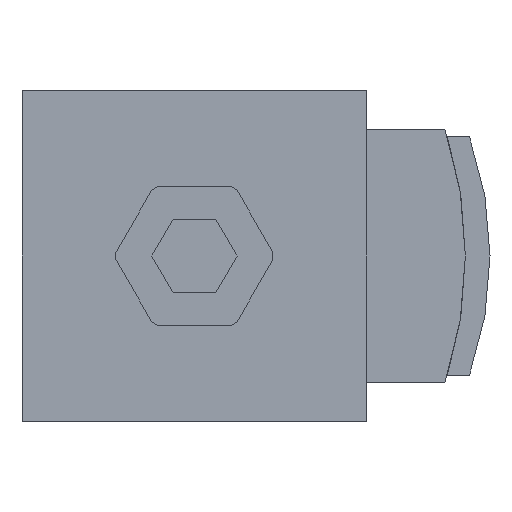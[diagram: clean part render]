
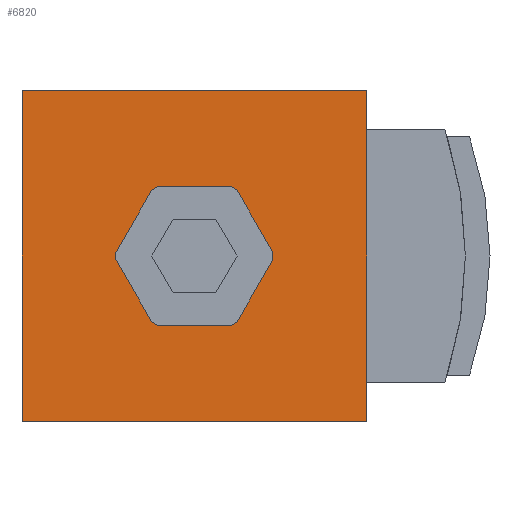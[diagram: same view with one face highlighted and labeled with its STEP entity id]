
A CAD part, front view. The second image highlights one B-rep face of the part: STEP entity #6820.
In plain terms, the highlighted planar face has unit normal (0, -1, 0).
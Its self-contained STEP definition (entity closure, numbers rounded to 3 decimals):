
#116=PLANE('',#7170);
#307=LINE('',#8971,#896);
#413=LINE('',#9193,#1002);
#428=LINE('',#9231,#1017);
#473=LINE('',#9381,#1062);
#586=LINE('',#9673,#1175);
#587=LINE('',#9676,#1176);
#588=LINE('',#9678,#1177);
#589=LINE('',#9680,#1178);
#590=LINE('',#9682,#1179);
#591=LINE('',#9684,#1180);
#592=LINE('',#9686,#1181);
#593=LINE('',#9688,#1182);
#594=LINE('',#9690,#1183);
#595=LINE('',#9692,#1184);
#596=LINE('',#9694,#1185);
#597=LINE('',#9696,#1186);
#896=VECTOR('',#7507,1000.);
#1002=VECTOR('',#7679,1000.);
#1017=VECTOR('',#7708,1000.);
#1062=VECTOR('',#7813,1000.);
#1175=VECTOR('',#8034,1000.);
#1176=VECTOR('',#8035,1000.);
#1177=VECTOR('',#8036,1000.);
#1178=VECTOR('',#8037,1000.);
#1179=VECTOR('',#8038,1000.);
#1180=VECTOR('',#8039,1000.);
#1181=VECTOR('',#8040,1000.);
#1182=VECTOR('',#8041,1000.);
#1183=VECTOR('',#8042,1000.);
#1184=VECTOR('',#8043,1000.);
#1185=VECTOR('',#8044,1000.);
#1186=VECTOR('',#8045,1000.);
#1987=ORIENTED_EDGE('',*,*,#2963,.F.);
#1988=ORIENTED_EDGE('',*,*,#3077,.F.);
#1989=ORIENTED_EDGE('',*,*,#3164,.F.);
#1990=ORIENTED_EDGE('',*,*,#3097,.F.);
#1991=ORIENTED_EDGE('',*,*,#3311,.F.);
#1992=ORIENTED_EDGE('',*,*,#3312,.F.);
#1993=ORIENTED_EDGE('',*,*,#3313,.F.);
#1994=ORIENTED_EDGE('',*,*,#3314,.F.);
#1995=ORIENTED_EDGE('',*,*,#3315,.F.);
#1996=ORIENTED_EDGE('',*,*,#3316,.F.);
#1997=ORIENTED_EDGE('',*,*,#3317,.F.);
#1998=ORIENTED_EDGE('',*,*,#3318,.F.);
#1999=ORIENTED_EDGE('',*,*,#3319,.F.);
#2000=ORIENTED_EDGE('',*,*,#3320,.F.);
#2001=ORIENTED_EDGE('',*,*,#3321,.F.);
#2002=ORIENTED_EDGE('',*,*,#3322,.F.);
#2963=EDGE_CURVE('',#3687,#3688,#307,.T.);
#3077=EDGE_CURVE('',#3770,#3687,#413,.T.);
#3097=EDGE_CURVE('',#3688,#3787,#428,.T.);
#3164=EDGE_CURVE('',#3787,#3770,#473,.T.);
#3311=EDGE_CURVE('',#3969,#3970,#586,.T.);
#3312=EDGE_CURVE('',#3971,#3969,#587,.T.);
#3313=EDGE_CURVE('',#3972,#3971,#588,.T.);
#3314=EDGE_CURVE('',#3973,#3972,#589,.T.);
#3315=EDGE_CURVE('',#3974,#3973,#590,.T.);
#3316=EDGE_CURVE('',#3975,#3974,#591,.T.);
#3317=EDGE_CURVE('',#3976,#3975,#592,.T.);
#3318=EDGE_CURVE('',#3977,#3976,#593,.T.);
#3319=EDGE_CURVE('',#3978,#3977,#594,.T.);
#3320=EDGE_CURVE('',#3979,#3978,#595,.T.);
#3321=EDGE_CURVE('',#3980,#3979,#596,.T.);
#3322=EDGE_CURVE('',#3970,#3980,#597,.T.);
#3687=VERTEX_POINT('',#8970);
#3688=VERTEX_POINT('',#8972);
#3770=VERTEX_POINT('',#9192);
#3787=VERTEX_POINT('',#9232);
#3969=VERTEX_POINT('',#9674);
#3970=VERTEX_POINT('',#9675);
#3971=VERTEX_POINT('',#9677);
#3972=VERTEX_POINT('',#9679);
#3973=VERTEX_POINT('',#9681);
#3974=VERTEX_POINT('',#9683);
#3975=VERTEX_POINT('',#9685);
#3976=VERTEX_POINT('',#9687);
#3977=VERTEX_POINT('',#9689);
#3978=VERTEX_POINT('',#9691);
#3979=VERTEX_POINT('',#9693);
#3980=VERTEX_POINT('',#9695);
#4320=EDGE_LOOP('',(#1987,#1988,#1989,#1990));
#4321=EDGE_LOOP('',(#1991,#1992,#1993,#1994,#1995,#1996,#1997,#1998,#1999,
#2000,#2001,#2002));
#4629=FACE_BOUND('',#4320,.T.);
#4630=FACE_BOUND('',#4321,.T.);
#6820=ADVANCED_FACE('',(#4629,#4630),#116,.F.);
#7170=AXIS2_PLACEMENT_3D('',#9672,#8032,#8033);
#7507=DIRECTION('',(0.,0.,1.));
#7679=DIRECTION('',(-1.,0.,0.));
#7708=DIRECTION('',(1.,0.,0.));
#7813=DIRECTION('',(0.,0.,-1.));
#8032=DIRECTION('',(0.,1.,0.));
#8033=DIRECTION('',(0.,0.,1.));
#8034=DIRECTION('',(0.,0.,-1.));
#8035=DIRECTION('',(-0.5,0.,-0.866));
#8036=DIRECTION('',(-0.866,0.,-0.5));
#8037=DIRECTION('',(-1.,0.,0.));
#8038=DIRECTION('',(-0.866,0.,0.5));
#8039=DIRECTION('',(-0.5,0.,0.866));
#8040=DIRECTION('',(0.,0.,1.));
#8041=DIRECTION('',(0.5,0.,0.866));
#8042=DIRECTION('',(0.866,0.,0.5));
#8043=DIRECTION('',(1.,0.,0.));
#8044=DIRECTION('',(0.866,0.,-0.5));
#8045=DIRECTION('',(0.5,0.,-0.866));
#8970=CARTESIAN_POINT('',(-21.,-31.5,-20.1));
#8971=CARTESIAN_POINT('',(-21.,-31.5,-20.1));
#8972=CARTESIAN_POINT('',(-21.,-31.5,20.1));
#9192=CARTESIAN_POINT('',(21.,-31.5,-20.1));
#9193=CARTESIAN_POINT('',(21.,-31.5,-20.1));
#9231=CARTESIAN_POINT('',(-21.,-31.5,20.1));
#9232=CARTESIAN_POINT('',(21.,-31.5,20.1));
#9381=CARTESIAN_POINT('',(21.,-31.5,20.1));
#9672=CARTESIAN_POINT('',(0.,-31.5,0.));
#9673=CARTESIAN_POINT('',(-9.565,-31.5,0.));
#9674=CARTESIAN_POINT('',(-9.565,-31.5,0.433));
#9675=CARTESIAN_POINT('',(-9.565,-31.5,-0.433));
#9676=CARTESIAN_POINT('',(-7.361,-31.5,4.25));
#9677=CARTESIAN_POINT('',(-5.157,-31.5,8.067));
#9678=CARTESIAN_POINT('',(-4.782,-31.5,8.283));
#9679=CARTESIAN_POINT('',(-4.407,-31.5,8.5));
#9680=CARTESIAN_POINT('',(0.,-31.5,8.5));
#9681=CARTESIAN_POINT('',(4.407,-31.5,8.5));
#9682=CARTESIAN_POINT('',(4.782,-31.5,8.283));
#9683=CARTESIAN_POINT('',(5.157,-31.5,8.067));
#9684=CARTESIAN_POINT('',(7.361,-31.5,4.25));
#9685=CARTESIAN_POINT('',(9.565,-31.5,0.433));
#9686=CARTESIAN_POINT('',(9.565,-31.5,0.));
#9687=CARTESIAN_POINT('',(9.565,-31.5,-0.433));
#9688=CARTESIAN_POINT('',(7.361,-31.5,-4.25));
#9689=CARTESIAN_POINT('',(5.157,-31.5,-8.067));
#9690=CARTESIAN_POINT('',(4.782,-31.5,-8.283));
#9691=CARTESIAN_POINT('',(4.407,-31.5,-8.5));
#9692=CARTESIAN_POINT('',(0.,-31.5,-8.5));
#9693=CARTESIAN_POINT('',(-4.407,-31.5,-8.5));
#9694=CARTESIAN_POINT('',(-4.782,-31.5,-8.283));
#9695=CARTESIAN_POINT('',(-5.157,-31.5,-8.067));
#9696=CARTESIAN_POINT('',(-7.361,-31.5,-4.25));
